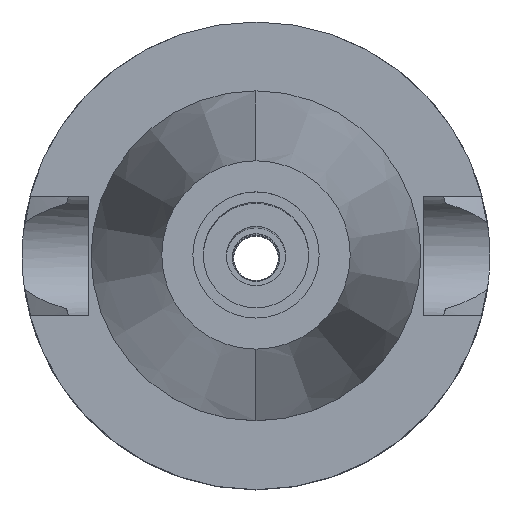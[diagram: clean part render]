
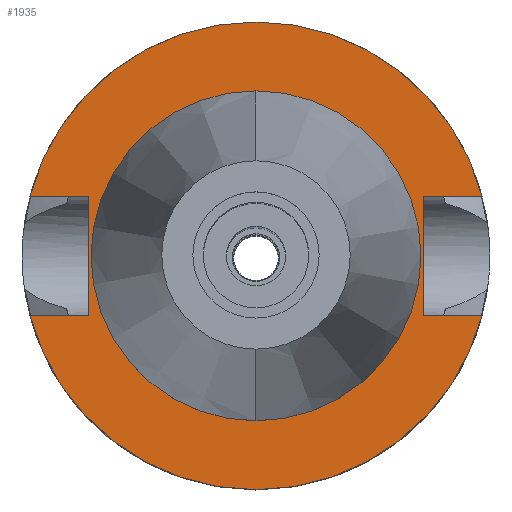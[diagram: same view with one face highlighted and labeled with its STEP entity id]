
A CAD part, top view. The second image highlights one B-rep face of the part: STEP entity #1935.
In plain terms, the highlighted planar face has unit normal (0, 0, 1).
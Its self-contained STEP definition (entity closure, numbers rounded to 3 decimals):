
#790=DIRECTION('',(1.,0.,0.));
#791=VECTOR('',#790,7.954);
#792=CARTESIAN_POINT('',(22.5,8.05,-2.));
#793=LINE('',#792,#791);
#837=DIRECTION('',(0.,1.,0.));
#838=VECTOR('',#837,16.1);
#839=CARTESIAN_POINT('',(-22.5,-8.05,-2.));
#840=LINE('',#839,#838);
#844=DIRECTION('',(-1.,0.,0.));
#845=VECTOR('',#844,7.954);
#846=CARTESIAN_POINT('',(-22.5,8.05,-2.));
#847=LINE('',#846,#845);
#851=CARTESIAN_POINT('',(0.,0.,-2.));
#852=DIRECTION('',(0.,0.,-1.));
#853=DIRECTION('',(-0.967,0.256,0.));
#854=AXIS2_PLACEMENT_3D('',#851,#852,#853);
#859=CARTESIAN_POINT('',(0.,0.,-2.));
#860=DIRECTION('',(0.,0.,-1.));
#861=DIRECTION('',(0.,1.,0.));
#862=AXIS2_PLACEMENT_3D('',#859,#860,#861);
#867=DIRECTION('',(0.,-1.,0.));
#868=VECTOR('',#867,16.1);
#869=CARTESIAN_POINT('',(22.5,8.05,-2.));
#870=LINE('',#869,#868);
#874=DIRECTION('',(1.,0.,0.));
#875=VECTOR('',#874,7.954);
#876=CARTESIAN_POINT('',(22.5,-8.05,-2.));
#877=LINE('',#876,#875);
#881=CARTESIAN_POINT('',(0.,0.,-2.));
#882=DIRECTION('',(0.,0.,-1.));
#883=DIRECTION('',(0.967,-0.256,0.));
#884=AXIS2_PLACEMENT_3D('',#881,#882,#883);
#889=CARTESIAN_POINT('',(0.,0.,-2.));
#890=DIRECTION('',(0.,0.,-1.));
#891=DIRECTION('',(0.,-1.,0.));
#892=AXIS2_PLACEMENT_3D('',#889,#890,#891);
#897=CARTESIAN_POINT('',(0.,0.,-2.));
#898=DIRECTION('',(0.,0.,1.));
#899=DIRECTION('',(0.,-1.,0.));
#900=AXIS2_PLACEMENT_3D('',#897,#898,#899);
#905=CARTESIAN_POINT('',(0.,0.,-2.));
#906=DIRECTION('',(0.,0.,1.));
#907=DIRECTION('',(0.,1.,0.));
#908=AXIS2_PLACEMENT_3D('',#905,#906,#907);
#943=DIRECTION('',(-1.,0.,0.));
#944=VECTOR('',#943,7.954);
#945=CARTESIAN_POINT('',(-22.5,-8.05,-2.));
#946=LINE('',#945,#944);
#1209=CARTESIAN_POINT('',(-22.5,-8.05,-2.));
#1210=VERTEX_POINT('',#1209);
#1211=CARTESIAN_POINT('',(-30.454,-8.05,-2.));
#1212=VERTEX_POINT('',#1211);
#1215=CARTESIAN_POINT('',(-22.5,8.05,-2.));
#1216=VERTEX_POINT('',#1215);
#1217=CARTESIAN_POINT('',(-30.454,8.05,-2.));
#1218=VERTEX_POINT('',#1217);
#1219=CARTESIAN_POINT('',(0.,31.5,-2.));
#1220=CARTESIAN_POINT('',(30.454,8.05,-2.));
#1221=VERTEX_POINT('',#1219);
#1222=VERTEX_POINT('',#1220);
#1223=CARTESIAN_POINT('',(22.5,8.05,-2.));
#1224=VERTEX_POINT('',#1223);
#1225=CARTESIAN_POINT('',(22.5,-8.05,-2.));
#1226=VERTEX_POINT('',#1225);
#1227=CARTESIAN_POINT('',(30.454,-8.05,-2.));
#1228=VERTEX_POINT('',#1227);
#1229=CARTESIAN_POINT('',(0.,-31.5,-2.));
#1230=VERTEX_POINT('',#1229);
#1231=CARTESIAN_POINT('',(0.,-22.225,-2.));
#1232=CARTESIAN_POINT('',(0.,22.225,-2.));
#1233=VERTEX_POINT('',#1231);
#1234=VERTEX_POINT('',#1232);
#1905=CARTESIAN_POINT('',(0.,0.,-2.));
#1906=DIRECTION('',(0.,0.,-1.));
#1907=DIRECTION('',(0.,-1.,0.));
#1908=AXIS2_PLACEMENT_3D('',#1905,#1906,#1907);
#1909=PLANE('',#1908);
#1911=ORIENTED_EDGE('',*,*,#1910,.T.);
#1912=ORIENTED_EDGE('',*,*,#1848,.T.);
#1914=ORIENTED_EDGE('',*,*,#1913,.T.);
#1916=ORIENTED_EDGE('',*,*,#1915,.T.);
#1917=ORIENTED_EDGE('',*,*,#1882,.F.);
#1918=ORIENTED_EDGE('',*,*,#1895,.T.);
#1920=ORIENTED_EDGE('',*,*,#1919,.T.);
#1922=ORIENTED_EDGE('',*,*,#1921,.T.);
#1924=ORIENTED_EDGE('',*,*,#1923,.T.);
#1926=ORIENTED_EDGE('',*,*,#1925,.F.);
#1927=EDGE_LOOP('',(#1911,#1912,#1914,#1916,#1917,#1918,#1920,#1922,#1924,
#1926));
#1928=FACE_OUTER_BOUND('',#1927,.F.);
#1930=ORIENTED_EDGE('',*,*,#1929,.T.);
#1932=ORIENTED_EDGE('',*,*,#1931,.T.);
#1933=EDGE_LOOP('',(#1930,#1932));
#1934=FACE_BOUND('',#1933,.F.);
#855=CIRCLE('',#854,31.5);
#863=CIRCLE('',#862,31.5);
#885=CIRCLE('',#884,31.5);
#893=CIRCLE('',#892,31.5);
#901=CIRCLE('',#900,22.225);
#909=CIRCLE('',#908,22.225);
#1848=EDGE_CURVE('',#1216,#1218,#847,.T.);
#1882=EDGE_CURVE('',#1224,#1222,#793,.T.);
#1895=EDGE_CURVE('',#1224,#1226,#870,.T.);
#1910=EDGE_CURVE('',#1210,#1216,#840,.T.);
#1913=EDGE_CURVE('',#1218,#1221,#855,.T.);
#1915=EDGE_CURVE('',#1221,#1222,#863,.T.);
#1919=EDGE_CURVE('',#1226,#1228,#877,.T.);
#1921=EDGE_CURVE('',#1228,#1230,#885,.T.);
#1923=EDGE_CURVE('',#1230,#1212,#893,.T.);
#1925=EDGE_CURVE('',#1210,#1212,#946,.T.);
#1929=EDGE_CURVE('',#1233,#1234,#901,.T.);
#1931=EDGE_CURVE('',#1234,#1233,#909,.T.);
#1935=ADVANCED_FACE('',(#1928,#1934),#1909,.F.);
